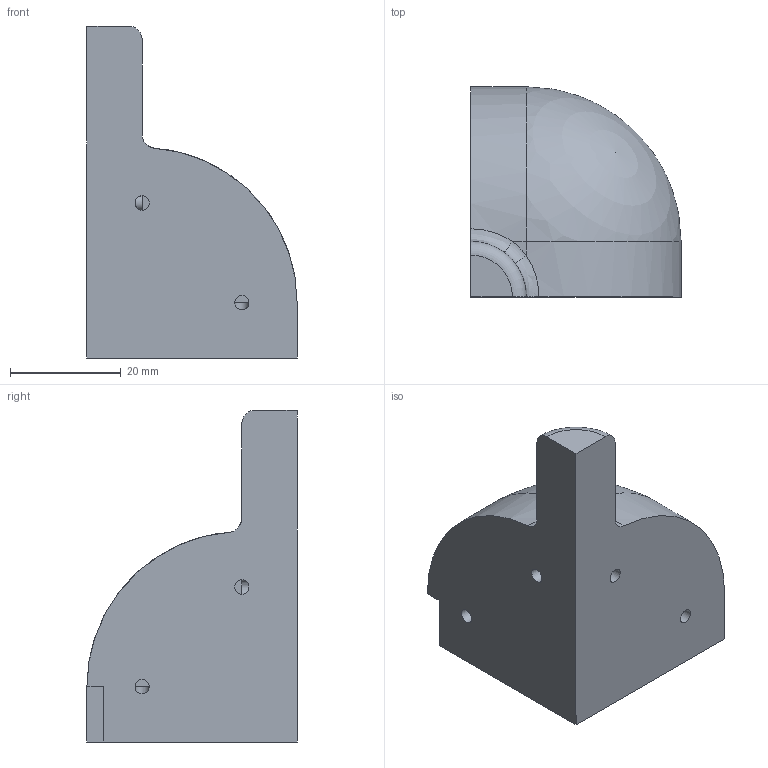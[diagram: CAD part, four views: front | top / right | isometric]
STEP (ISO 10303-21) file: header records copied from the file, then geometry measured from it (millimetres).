
FILE_DESCRIPTION(/* description */ (''),/* implementation_level */ '2;1');
FILE_NAME(/* name */ 'Sphere Right.step',/* time_stamp */ '2018-06-29T14:06:38+02:00',/* author */ ('boelle'),/* organization */ (''),/* preprocessor_version */ 'ST-DEVELOPER v17',/* originating_system */ 'Autodesk Translation Framework v7.1.0.215',/* authorisation */ '');
FILE_SCHEMA (('AUTOMOTIVE_DESIGN { 1 0 10303 214 3 1 1 }'));
Length unit declared in the file: millimetre
Products named in the file (2): Sphere Right; Component1
Assembly tree (1 placements, depth 2):
  Sphere Right
    Component1
Bounding box: 38 x 38 x 60 mm (x, y, z)
Volume: 40486.2 mm3; surface area: 7897 mm2
Topology: 1 solids, 1 shells, 34 faces, 80 edges, 47 vertices
Faces by surface type: plane 17, cylinder 12, torus 2, bspline 2, sphere 1
Full cylindrical faces by diameter (mm): 2.6 x6
Entity records: 1177 total; most frequent: CARTESIAN_POINT 320, DIRECTION 179, ORIENTED_EDGE 158, EDGE_CURVE 79, AXIS2_PLACEMENT_3D 72, VERTEX_POINT 47, EDGE_LOOP 40, CIRCLE 35
